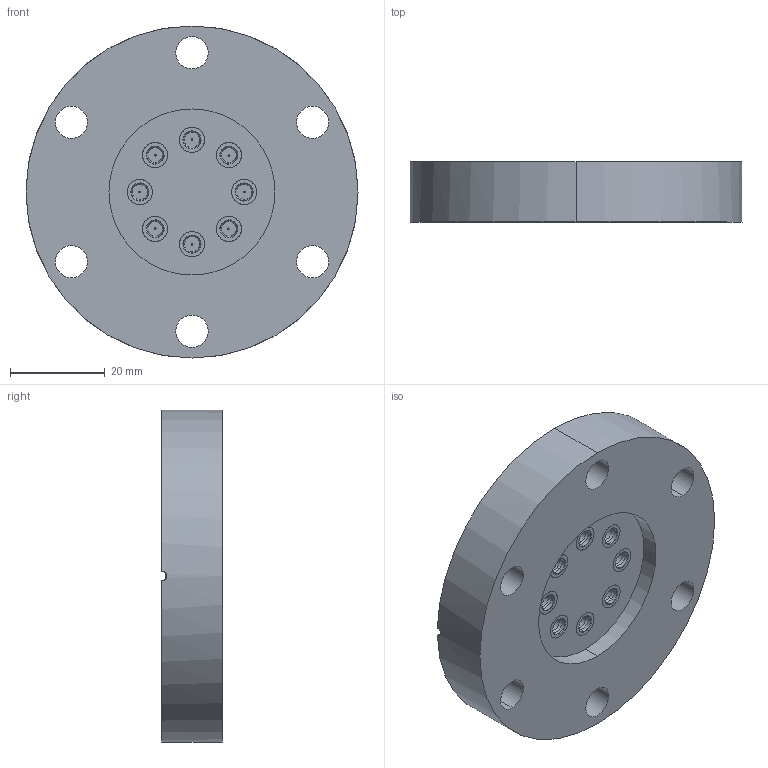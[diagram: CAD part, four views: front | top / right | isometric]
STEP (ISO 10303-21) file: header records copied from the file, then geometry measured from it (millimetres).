
FILE_DESCRIPTION (( 'STEP AP214' ), '1' );
FILE_NAME ('242-SMPD-SD-C40-8_00.STEP', '2024-10-11T09:58:02', ( '' ), ( '' ), 'SwSTEP 2.0', 'SolidWorks 2022', '' );
FILE_SCHEMA (( 'AUTOMOTIVE_DESIGN' ));
Length unit declared in the file: millimetre
Products named in the file (3): 242-SMPD-SD-C40-8_00; 242-SMPD-SD; 9242-SMPD-C40-X_9242-SMPD-C40-8
Assembly tree (9 placements, depth 2):
  242-SMPD-SD-C40-8_00
    9242-SMPD-C40-X_9242-SMPD-C40-8
    242-SMPD-SD  x8
Bounding box: 70 x 12.7 x 70 mm (x, y, z)
Volume: 39982.7 mm3; surface area: 15008.9 mm2
Topology: 17 solids, 17 shells, 271 faces, 606 edges, 354 vertices
Faces by surface type: cylinder 132, cone 68, plane 37, sphere 32, torus 2
Entity records: 2511 total; most frequent: DIRECTION 460, CARTESIAN_POINT 439, ORIENTED_EDGE 356, AXIS2_PLACEMENT_3D 199, EDGE_CURVE 178, VERTEX_POINT 112, CIRCLE 112, EDGE_LOOP 106
